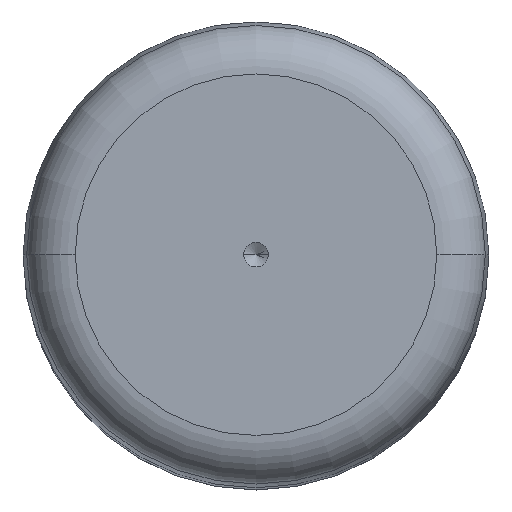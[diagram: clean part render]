
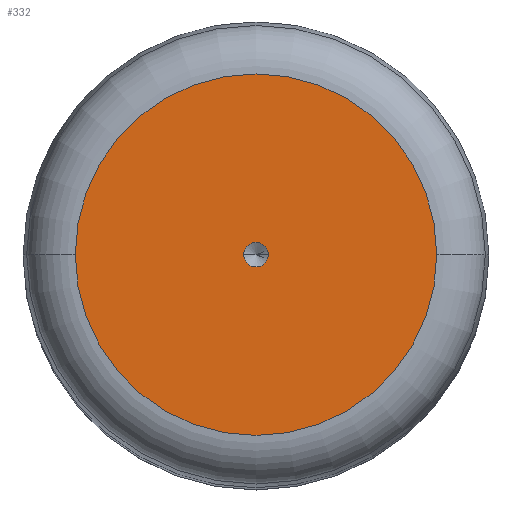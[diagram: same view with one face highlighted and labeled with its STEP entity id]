
A CAD part, top view. The second image highlights one B-rep face of the part: STEP entity #332.
In plain terms, the highlighted planar face has unit normal (0, 0, 1).
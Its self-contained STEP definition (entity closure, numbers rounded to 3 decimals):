
#31 = FACE_BOUND ( 'NONE', #583, .T. ) ;
#60 = ORIENTED_EDGE ( 'NONE', *, *, #78, .F. ) ;
#72 = DIRECTION ( 'NONE',  ( 1., 0., 0. ) ) ;
#78 = EDGE_CURVE ( 'NONE', #177, #167, #641, .T. ) ;
#80 = CARTESIAN_POINT ( 'NONE',  ( 0., 0., 120. ) ) ;
#81 = ORIENTED_EDGE ( 'NONE', *, *, #325, .T. ) ;
#85 = CARTESIAN_POINT ( 'NONE',  ( 0., 0., 120. ) ) ;
#86 = CIRCLE ( 'NONE', #401, 14.75 ) ;
#88 = VERTEX_POINT ( 'NONE', #488 ) ;
#89 = EDGE_CURVE ( 'NONE', #167, #177, #125, .T. ) ;
#91 = DIRECTION ( 'NONE',  ( 0., 0., 1. ) ) ;
#113 = CARTESIAN_POINT ( 'NONE',  ( 14.75, 0., 120. ) ) ;
#125 = CIRCLE ( 'NONE', #315, 1. ) ;
#135 = CARTESIAN_POINT ( 'NONE',  ( -1., 0., 120. ) ) ;
#142 = DIRECTION ( 'NONE',  ( 0., 0., 1. ) ) ;
#167 = VERTEX_POINT ( 'NONE', #443 ) ;
#177 = VERTEX_POINT ( 'NONE', #135 ) ;
#181 = DIRECTION ( 'NONE',  ( 0., 0., 1. ) ) ;
#200 = CARTESIAN_POINT ( 'NONE',  ( 0., 0., 120. ) ) ;
#230 = EDGE_CURVE ( 'NONE', #88, #667, #86, .T. ) ;
#273 = CARTESIAN_POINT ( 'NONE',  ( 0., 0., 120. ) ) ;
#290 = ORIENTED_EDGE ( 'NONE', *, *, #89, .F. ) ;
#315 = AXIS2_PLACEMENT_3D ( 'NONE', #273, #181, #72 ) ;
#325 = EDGE_CURVE ( 'NONE', #667, #88, #446, .T. ) ;
#326 = DIRECTION ( 'NONE',  ( 0., 0., 1. ) ) ;
#332 = ADVANCED_FACE ( 'NONE', ( #31, #617 ), #454, .T. ) ;
#353 = DIRECTION ( 'NONE',  ( 1., 0., 0. ) ) ;
#382 = AXIS2_PLACEMENT_3D ( 'NONE', #200, #142, #562 ) ;
#397 = ORIENTED_EDGE ( 'NONE', *, *, #230, .T. ) ;
#401 = AXIS2_PLACEMENT_3D ( 'NONE', #85, #91, #445 ) ;
#410 = EDGE_LOOP ( 'NONE', ( #81, #397 ) ) ;
#443 = CARTESIAN_POINT ( 'NONE',  ( 1., 0., 120. ) ) ;
#445 = DIRECTION ( 'NONE',  ( 1., 0., 0. ) ) ;
#446 = CIRCLE ( 'NONE', #550, 14.75 ) ;
#454 = PLANE ( 'NONE',  #382 ) ;
#458 = CARTESIAN_POINT ( 'NONE',  ( 0., 0., 120. ) ) ;
#459 = DIRECTION ( 'NONE',  ( 0., 0., 1. ) ) ;
#488 = CARTESIAN_POINT ( 'NONE',  ( -14.75, 0., 120. ) ) ;
#494 = DIRECTION ( 'NONE',  ( 1., 0., 0. ) ) ;
#510 = AXIS2_PLACEMENT_3D ( 'NONE', #80, #326, #494 ) ;
#550 = AXIS2_PLACEMENT_3D ( 'NONE', #458, #459, #353 ) ;
#562 = DIRECTION ( 'NONE',  ( 1., 0., 0. ) ) ;
#583 = EDGE_LOOP ( 'NONE', ( #290, #60 ) ) ;
#617 = FACE_OUTER_BOUND ( 'NONE', #410, .T. ) ;
#641 = CIRCLE ( 'NONE', #510, 1. ) ;
#667 = VERTEX_POINT ( 'NONE', #113 ) ;
